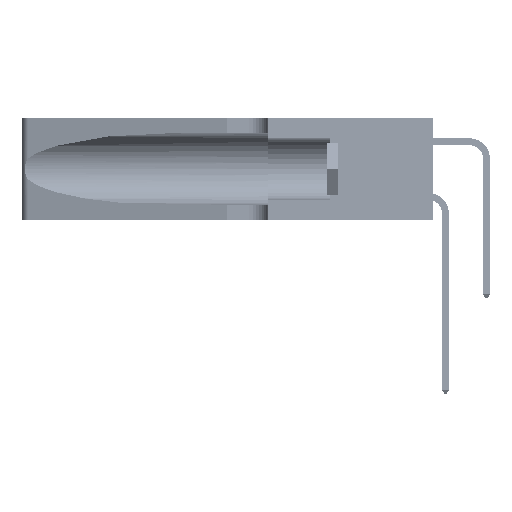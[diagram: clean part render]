
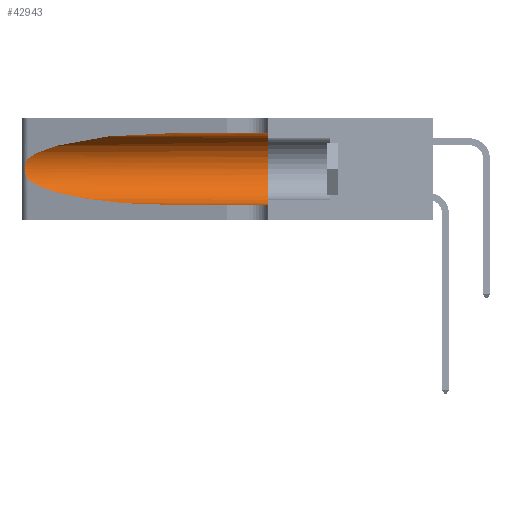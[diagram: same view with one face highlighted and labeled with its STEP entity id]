
A CAD part, left-side view. The second image highlights one B-rep face of the part: STEP entity #42943.
In plain terms, the highlighted cylindrical face has radius 3.308 mm (diameter 6.617 mm), a partial arc.
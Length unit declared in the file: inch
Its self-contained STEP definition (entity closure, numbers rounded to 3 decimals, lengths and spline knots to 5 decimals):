
#1284 =( BOUNDED_CURVE ( )  B_SPLINE_CURVE ( 3, ( #27606, #15315, #27972, #2548 ),
 .UNSPECIFIED., .F., .T. ) 
 B_SPLINE_CURVE_WITH_KNOTS ( ( 4, 4 ),
 ( 1.5708, 2.84003 ),
 .UNSPECIFIED. ) 
 CURVE ( )  GEOMETRIC_REPRESENTATION_ITEM ( )  RATIONAL_B_SPLINE_CURVE ( ( 1., 0.87, 0.87, 1. ) ) 
 REPRESENTATION_ITEM ( '' )  );
#1504 = CARTESIAN_POINT ( 'NONE',  ( 0.25856, 1.23593, 0.16098 ) ) ;
#2548 = CARTESIAN_POINT ( 'NONE',  ( 0.25487, 1.22718, 0.22369 ) ) ;
#4501 = EDGE_CURVE ( 'NONE', #38977, #51295, #16118, .T. ) ;
#5574 = CARTESIAN_POINT ( 'NONE',  ( 0.1305, 0.72297, 0.31525 ) ) ;
#5945 = CARTESIAN_POINT ( 'NONE',  ( 0.25487, 1.22718, 0.22369 ) ) ;
#7324 = FACE_OUTER_BOUND ( 'NONE', #11634, .T. ) ;
#8206 = EDGE_CURVE ( 'NONE', #32849, #43024, #51340, .T. ) ;
#9304 = VERTEX_POINT ( 'NONE', #45216 ) ;
#10016 = CARTESIAN_POINT ( 'NONE',  ( 0.25555, 1.22994, 0.2215 ) ) ;
#10158 = AXIS2_PLACEMENT_3D ( 'NONE', #15398, #40946, #36848 ) ;
#11448 = CARTESIAN_POINT ( 'NONE',  ( 0.25487, 1.22718, 0.14631 ) ) ;
#11634 = EDGE_LOOP ( 'NONE', ( #31985, #31526, #37593, #12467, #30309, #45167 ) ) ;
#12063 = CARTESIAN_POINT ( 'NONE',  ( 0.1305, 0.72297, 0.05475 ) ) ;
#12312 = CARTESIAN_POINT ( 'NONE',  ( 0.1305, 1.61858, 0.05475 ) ) ;
#12467 = ORIENTED_EDGE ( 'NONE', *, *, #21113, .T. ) ;
#12625 = CARTESIAN_POINT ( 'NONE',  ( 0.1305, 1.61858, 0.31525 ) ) ;
#12660 = EDGE_CURVE ( 'NONE', #26663, #32849, #23356, .T. ) ;
#12800 = VECTOR ( 'NONE', #16545, 39.37008 ) ;
#14466 = CARTESIAN_POINT ( 'NONE',  ( 0.26075, 1.23896, 0.178 ) ) ;
#14481 = CARTESIAN_POINT ( 'NONE',  ( 0.25487, 1.22718, 0.22369 ) ) ;
#15315 = CARTESIAN_POINT ( 'NONE',  ( 0.18966, 0.96281, 0.31525 ) ) ;
#15398 = CARTESIAN_POINT ( 'NONE',  ( 0.1305, 1.61858, 0.185 ) ) ;
#16118 = LINE ( 'NONE', #12625, #34181 ) ;
#16179 = CARTESIAN_POINT ( 'NONE',  ( 0.25487, 1.22718, 0.14631 ) ) ;
#16545 = DIRECTION ( 'NONE',  ( 0., -1., 0. ) ) ;
#17133 = DIRECTION ( 'NONE',  ( 0., 0., 1. ) ) ;
#17195 = EDGE_CURVE ( 'NONE', #38977, #26663, #1284, .T. ) ;
#18517 = CARTESIAN_POINT ( 'NONE',  ( 0.25789, 1.23486, 0.15765 ) ) ;
#20686 = CARTESIAN_POINT ( 'NONE',  ( 0.2373, 1.15595, 0.08982 ) ) ;
#21113 = EDGE_CURVE ( 'NONE', #43024, #9304, #48774, .T. ) ;
#22803 = CARTESIAN_POINT ( 'NONE',  ( 0.25639, 1.23186, 0.15144 ) ) ;
#22904 = CARTESIAN_POINT ( 'NONE',  ( 0.1305, 0.35, 0.185 ) ) ;
#22987 = CARTESIAN_POINT ( 'NONE',  ( 0.25854, 1.2359, 0.20912 ) ) ;
#23356 = B_SPLINE_CURVE_WITH_KNOTS ( 'NONE', 3,
 ( #5945, #10016, #39808, #43526, #22987, #27287, #26738, #14466, #48130, #1504, #18517, #22803, #43705, #35360 ),
 .UNSPECIFIED., .F., .F.,
 ( 4, 2, 2, 2, 2, 2, 4 ),
 ( 0., 0.00027, 0.00053, 0.00107, 0.0016, 0.00187, 0.00214 ),
 .UNSPECIFIED. ) ;
#23580 = AXIS2_PLACEMENT_3D ( 'NONE', #22904, #30377, #17133 ) ;
#26663 = VERTEX_POINT ( 'NONE', #14481 ) ;
#26738 = CARTESIAN_POINT ( 'NONE',  ( 0.26075, 1.23896, 0.19203 ) ) ;
#27287 = CARTESIAN_POINT ( 'NONE',  ( 0.26018, 1.23835, 0.19895 ) ) ;
#27606 = CARTESIAN_POINT ( 'NONE',  ( 0.1305, 0.72297, 0.31525 ) ) ;
#27815 = EDGE_CURVE ( 'NONE', #51295, #9304, #41068, .T. ) ;
#27972 = CARTESIAN_POINT ( 'NONE',  ( 0.2373, 1.15595, 0.28018 ) ) ;
#28803 = CARTESIAN_POINT ( 'NONE',  ( 0.1305, 0.35, 0.31525 ) ) ;
#30309 = ORIENTED_EDGE ( 'NONE', *, *, #27815, .F. ) ;
#30377 = DIRECTION ( 'NONE',  ( 0., 1., 0. ) ) ;
#31526 = ORIENTED_EDGE ( 'NONE', *, *, #12660, .T. ) ;
#31985 = ORIENTED_EDGE ( 'NONE', *, *, #17195, .T. ) ;
#32849 = VERTEX_POINT ( 'NONE', #16179 ) ;
#34042 = DIRECTION ( 'NONE',  ( 0., -1., 0. ) ) ;
#34181 = VECTOR ( 'NONE', #34042, 39.37008 ) ;
#35360 = CARTESIAN_POINT ( 'NONE',  ( 0.25487, 1.22718, 0.14631 ) ) ;
#36848 = DIRECTION ( 'NONE',  ( 0., 0., -1. ) ) ;
#37593 = ORIENTED_EDGE ( 'NONE', *, *, #8206, .T. ) ;
#38977 = VERTEX_POINT ( 'NONE', #5574 ) ;
#39808 = CARTESIAN_POINT ( 'NONE',  ( 0.25639, 1.23184, 0.21858 ) ) ;
#40946 = DIRECTION ( 'NONE',  ( 0., -1., 0. ) ) ;
#41068 = CIRCLE ( 'NONE', #23580, 0.13025 ) ;
#41236 = CARTESIAN_POINT ( 'NONE',  ( 0.1305, 0.72297, 0.05475 ) ) ;
#42943 = ADVANCED_FACE ( 'NONE', ( #7324 ), #51176, .F. ) ;
#43024 = VERTEX_POINT ( 'NONE', #12063 ) ;
#43526 = CARTESIAN_POINT ( 'NONE',  ( 0.25787, 1.23484, 0.2124 ) ) ;
#43705 = CARTESIAN_POINT ( 'NONE',  ( 0.25555, 1.22993, 0.14849 ) ) ;
#45167 = ORIENTED_EDGE ( 'NONE', *, *, #4501, .F. ) ;
#45216 = CARTESIAN_POINT ( 'NONE',  ( 0.1305, 0.35, 0.05475 ) ) ;
#46035 = CARTESIAN_POINT ( 'NONE',  ( 0.18966, 0.96281, 0.05475 ) ) ;
#48130 = CARTESIAN_POINT ( 'NONE',  ( 0.26017, 1.23833, 0.17102 ) ) ;
#48774 = LINE ( 'NONE', #12312, #12800 ) ;
#51176 = CYLINDRICAL_SURFACE ( 'NONE', #10158, 0.13025 ) ;
#51295 = VERTEX_POINT ( 'NONE', #28803 ) ;
#51340 =( BOUNDED_CURVE ( )  B_SPLINE_CURVE ( 3, ( #11448, #20686, #46035, #41236 ),
 .UNSPECIFIED., .F., .F. ) 
 B_SPLINE_CURVE_WITH_KNOTS ( ( 4, 4 ),
 ( 3.44316, 4.71239 ),
 .UNSPECIFIED. ) 
 CURVE ( )  GEOMETRIC_REPRESENTATION_ITEM ( )  RATIONAL_B_SPLINE_CURVE ( ( 1., 0.87, 0.87, 1. ) ) 
 REPRESENTATION_ITEM ( '' )  );
